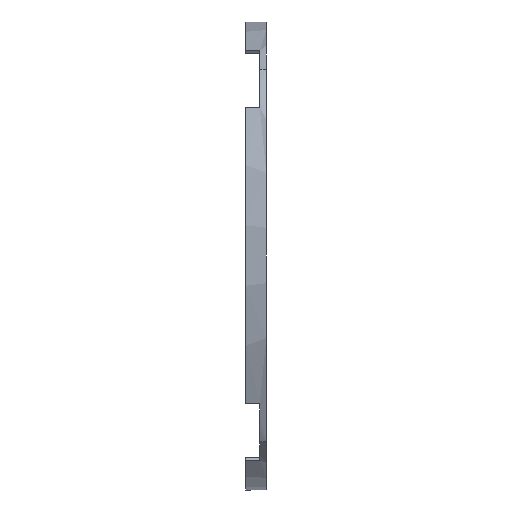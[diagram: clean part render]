
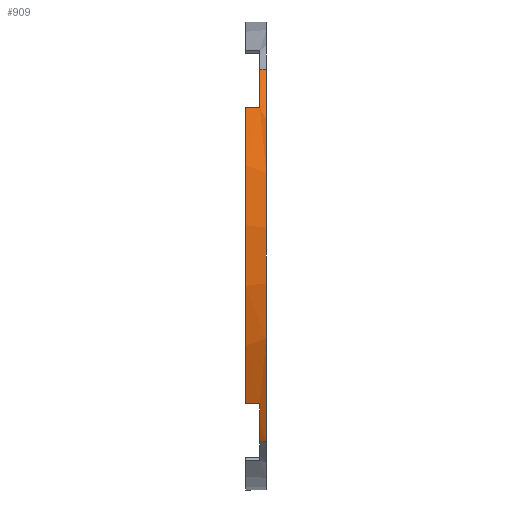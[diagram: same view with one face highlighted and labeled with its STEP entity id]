
A CAD part, left-side view. The second image highlights one B-rep face of the part: STEP entity #909.
In plain terms, the highlighted cylindrical face has radius 147.937 mm (diameter 295.874 mm), a partial arc.
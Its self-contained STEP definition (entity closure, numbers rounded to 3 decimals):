
#15 = AXIS2_PLACEMENT_3D ( 'NONE', #320, #516, #327 ) ;
#33 = LINE ( 'NONE', #680, #74 ) ;
#44 = DIRECTION ( 'NONE',  ( 0., 1., 0. ) ) ;
#48 = VERTEX_POINT ( 'NONE', #1171 ) ;
#49 = ORIENTED_EDGE ( 'NONE', *, *, #912, .F. ) ;
#57 = VECTOR ( 'NONE', #338, 1000. ) ;
#74 = VECTOR ( 'NONE', #1091, 1000. ) ;
#81 = CARTESIAN_POINT ( 'NONE',  ( 120.364, 7.9, 109.987 ) ) ;
#83 = CARTESIAN_POINT ( 'NONE',  ( 127.51, 2.5, 124.722 ) ) ;
#93 = ORIENTED_EDGE ( 'NONE', *, *, #157, .T. ) ;
#110 = VERTEX_POINT ( 'NONE', #83 ) ;
#122 = CIRCLE ( 'NONE', #414, 147.937 ) ;
#157 = EDGE_CURVE ( 'NONE', #596, #1085, #292, .T. ) ;
#194 = CIRCLE ( 'NONE', #15, 147.937 ) ;
#242 = VERTEX_POINT ( 'NONE', #1192 ) ;
#245 = EDGE_CURVE ( 'NONE', #48, #786, #1224, .T. ) ;
#264 = EDGE_LOOP ( 'NONE', ( #93, #49, #549, #293, #440, #805, #1024, #514 ) ) ;
#279 = CARTESIAN_POINT ( 'NONE',  ( 256.843, 0., 52.9 ) ) ;
#282 = DIRECTION ( 'NONE',  ( 0., -1., 0. ) ) ;
#289 = CYLINDRICAL_SURFACE ( 'NONE', #954, 147.937 ) ;
#292 = CIRCLE ( 'NONE', #537, 147.937 ) ;
#293 = ORIENTED_EDGE ( 'NONE', *, *, #245, .F. ) ;
#320 = CARTESIAN_POINT ( 'NONE',  ( 256.843, 2.5, 52.9 ) ) ;
#327 = DIRECTION ( 'NONE',  ( 0., 0., 1. ) ) ;
#338 = DIRECTION ( 'NONE',  ( 0., -1., 0. ) ) ;
#414 = AXIS2_PLACEMENT_3D ( 'NONE', #726, #1223, #715 ) ;
#440 = ORIENTED_EDGE ( 'NONE', *, *, #1248, .F. ) ;
#443 = DIRECTION ( 'NONE',  ( 0., 0., 1. ) ) ;
#446 = CARTESIAN_POINT ( 'NONE',  ( 256.843, 2.5, 52.9 ) ) ;
#475 = DIRECTION ( 'NONE',  ( 0., 0., 1. ) ) ;
#503 = CARTESIAN_POINT ( 'NONE',  ( 120.365, 7.9, -4.188 ) ) ;
#514 = ORIENTED_EDGE ( 'NONE', *, *, #926, .T. ) ;
#516 = DIRECTION ( 'NONE',  ( 0., 1., 0. ) ) ;
#537 = AXIS2_PLACEMENT_3D ( 'NONE', #279, #1093, #475 ) ;
#549 = ORIENTED_EDGE ( 'NONE', *, *, #622, .F. ) ;
#583 = DIRECTION ( 'NONE',  ( 0., -1., 0. ) ) ;
#596 = VERTEX_POINT ( 'NONE', #1125 ) ;
#622 = EDGE_CURVE ( 'NONE', #786, #110, #1155, .T. ) ;
#663 = DIRECTION ( 'NONE',  ( 0., -1., 0. ) ) ;
#680 = CARTESIAN_POINT ( 'NONE',  ( 127.51, 2.5, -18.921 ) ) ;
#715 = DIRECTION ( 'NONE',  ( 0., 0., 1. ) ) ;
#726 = CARTESIAN_POINT ( 'NONE',  ( 256.843, 7.9, 52.9 ) ) ;
#771 = VERTEX_POINT ( 'NONE', #1256 ) ;
#780 = DIRECTION ( 'NONE',  ( 0., 0., -1. ) ) ;
#783 = VECTOR ( 'NONE', #282, 1000. ) ;
#786 = VERTEX_POINT ( 'NONE', #1075 ) ;
#787 = CARTESIAN_POINT ( 'NONE',  ( 127.51, 2.5, 124.722 ) ) ;
#792 = CARTESIAN_POINT ( 'NONE',  ( 256.843, 2.5, 52.9 ) ) ;
#805 = ORIENTED_EDGE ( 'NONE', *, *, #1066, .T. ) ;
#860 = AXIS2_PLACEMENT_3D ( 'NONE', #446, #44, #443 ) ;
#909 = ADVANCED_FACE ( 'NONE', ( #1079 ), #289, .T. ) ;
#912 = EDGE_CURVE ( 'NONE', #110, #1085, #1177, .T. ) ;
#926 = EDGE_CURVE ( 'NONE', #242, #596, #33, .T. ) ;
#939 = CARTESIAN_POINT ( 'NONE',  ( 127.51, 0., 124.722 ) ) ;
#954 = AXIS2_PLACEMENT_3D ( 'NONE', #792, #583, #780 ) ;
#1019 = VERTEX_POINT ( 'NONE', #503 ) ;
#1022 = CARTESIAN_POINT ( 'NONE',  ( 120.365, 7.9, -4.188 ) ) ;
#1024 = ORIENTED_EDGE ( 'NONE', *, *, #1113, .F. ) ;
#1036 = VECTOR ( 'NONE', #663, 1000. ) ;
#1066 = EDGE_CURVE ( 'NONE', #1019, #771, #1118, .T. ) ;
#1075 = CARTESIAN_POINT ( 'NONE',  ( 120.364, 2.5, 109.987 ) ) ;
#1079 = FACE_OUTER_BOUND ( 'NONE', #264, .T. ) ;
#1085 = VERTEX_POINT ( 'NONE', #939 ) ;
#1091 = DIRECTION ( 'NONE',  ( 0., -1., 0. ) ) ;
#1093 = DIRECTION ( 'NONE',  ( 0., 1., 0. ) ) ;
#1113 = EDGE_CURVE ( 'NONE', #242, #771, #194, .T. ) ;
#1118 = LINE ( 'NONE', #1022, #57 ) ;
#1125 = CARTESIAN_POINT ( 'NONE',  ( 127.51, 0., -18.921 ) ) ;
#1155 = CIRCLE ( 'NONE', #860, 147.937 ) ;
#1171 = CARTESIAN_POINT ( 'NONE',  ( 120.364, 7.9, 109.987 ) ) ;
#1177 = LINE ( 'NONE', #787, #783 ) ;
#1192 = CARTESIAN_POINT ( 'NONE',  ( 127.51, 2.5, -18.921 ) ) ;
#1223 = DIRECTION ( 'NONE',  ( 0., 1., 0. ) ) ;
#1224 = LINE ( 'NONE', #81, #1036 ) ;
#1248 = EDGE_CURVE ( 'NONE', #1019, #48, #122, .T. ) ;
#1256 = CARTESIAN_POINT ( 'NONE',  ( 120.365, 2.5, -4.188 ) ) ;
